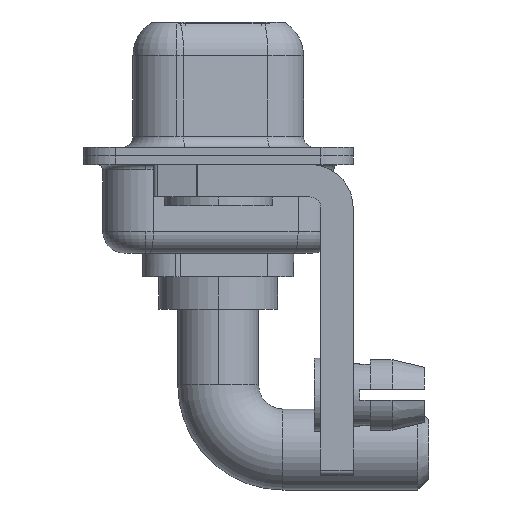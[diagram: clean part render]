
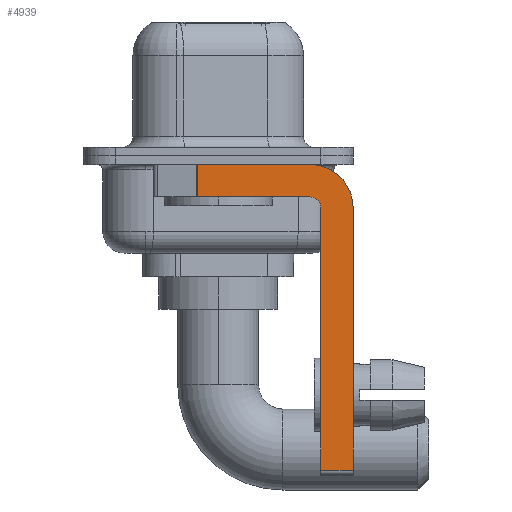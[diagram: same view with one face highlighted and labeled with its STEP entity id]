
A CAD part, left-side view. The second image highlights one B-rep face of the part: STEP entity #4939.
In plain terms, the highlighted planar face has unit normal (-1, 0, 0).
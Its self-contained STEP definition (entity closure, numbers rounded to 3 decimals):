
#63 = ORIENTED_EDGE ( 'NONE', *, *, #2323, .F. ) ;
#66 = VECTOR ( 'NONE', #3792, 1000. ) ;
#177 = CARTESIAN_POINT ( 'NONE',  ( -2.9, -4.75, -14.8 ) ) ;
#275 = ORIENTED_EDGE ( 'NONE', *, *, #4313, .F. ) ;
#804 = DIRECTION ( 'NONE',  ( 0., 0., -1. ) ) ;
#991 = AXIS2_PLACEMENT_3D ( 'NONE', #14519, #10914, #12051 ) ;
#1312 = VERTEX_POINT ( 'NONE', #7135 ) ;
#1422 = LINE ( 'NONE', #6254, #5311 ) ;
#1438 = VECTOR ( 'NONE', #804, 1000. ) ;
#1926 = LINE ( 'NONE', #5351, #1438 ) ;
#2094 = CARTESIAN_POINT ( 'NONE',  ( -2.9, 0.978, -1.9 ) ) ;
#2323 = EDGE_CURVE ( 'NONE', #7624, #7737, #7837, .T. ) ;
#2467 = ORIENTED_EDGE ( 'NONE', *, *, #7989, .T. ) ;
#2841 = AXIS2_PLACEMENT_3D ( 'NONE', #5209, #14469, #14400 ) ;
#2908 = VERTEX_POINT ( 'NONE', #14454 ) ;
#3025 = LINE ( 'NONE', #12120, #4824 ) ;
#3403 = ORIENTED_EDGE ( 'NONE', *, *, #9200, .F. ) ;
#3435 = PLANE ( 'NONE',  #13911 ) ;
#3716 = DIRECTION ( 'NONE',  ( 0., -1., 0. ) ) ;
#3739 = LINE ( 'NONE', #177, #4504 ) ;
#3792 = DIRECTION ( 'NONE',  ( 0., 1., 0. ) ) ;
#4186 = VERTEX_POINT ( 'NONE', #4682 ) ;
#4313 = EDGE_CURVE ( 'NONE', #2908, #4186, #11723, .T. ) ;
#4395 = EDGE_CURVE ( 'NONE', #8190, #4615, #3025, .T. ) ;
#4504 = VECTOR ( 'NONE', #4721, 1000. ) ;
#4615 = VERTEX_POINT ( 'NONE', #12088 ) ;
#4682 = CARTESIAN_POINT ( 'NONE',  ( -2.9, -6.25, -2.4 ) ) ;
#4721 = DIRECTION ( 'NONE',  ( 0., 0., 1. ) ) ;
#4782 = CARTESIAN_POINT ( 'NONE',  ( -2.9, -4.25, -1.9 ) ) ;
#4824 = VECTOR ( 'NONE', #5189, 1000. ) ;
#4939 = ADVANCED_FACE ( 'NONE', ( #12778 ), #3435, .F. ) ;
#4982 = ORIENTED_EDGE ( 'NONE', *, *, #4395, .T. ) ;
#5036 = EDGE_CURVE ( 'NONE', #7737, #6897, #10426, .T. ) ;
#5189 = DIRECTION ( 'NONE',  ( 0., -1., 0. ) ) ;
#5209 = CARTESIAN_POINT ( 'NONE',  ( -2.9, -4.25, -2.4 ) ) ;
#5311 = VECTOR ( 'NONE', #3716, 1000. ) ;
#5351 = CARTESIAN_POINT ( 'NONE',  ( -2.9, -6.25, -2.4 ) ) ;
#5547 = LINE ( 'NONE', #10081, #13553 ) ;
#5615 = EDGE_LOOP ( 'NONE', ( #11078, #2467, #14533, #63, #6307, #4982, #3403, #275 ) ) ;
#5969 = DIRECTION ( 'NONE',  ( 1., 0., 0. ) ) ;
#6254 = CARTESIAN_POINT ( 'NONE',  ( -2.9, 3., -0.4 ) ) ;
#6307 = ORIENTED_EDGE ( 'NONE', *, *, #6693, .F. ) ;
#6373 = CARTESIAN_POINT ( 'NONE',  ( -2.9, -4.75, -14.55 ) ) ;
#6693 = EDGE_CURVE ( 'NONE', #8190, #7624, #3739, .T. ) ;
#6897 = VERTEX_POINT ( 'NONE', #2094 ) ;
#7135 = CARTESIAN_POINT ( 'NONE',  ( -2.9, 0.978, -0.4 ) ) ;
#7624 = VERTEX_POINT ( 'NONE', #9564 ) ;
#7737 = VERTEX_POINT ( 'NONE', #10985 ) ;
#7837 = CIRCLE ( 'NONE', #2841, 0.5 ) ;
#7989 = EDGE_CURVE ( 'NONE', #1312, #6897, #5547, .T. ) ;
#8190 = VERTEX_POINT ( 'NONE', #6373 ) ;
#9200 = EDGE_CURVE ( 'NONE', #4186, #4615, #1926, .T. ) ;
#9564 = CARTESIAN_POINT ( 'NONE',  ( -2.9, -4.75, -2.4 ) ) ;
#10081 = CARTESIAN_POINT ( 'NONE',  ( -2.9, 0.978, -1.9 ) ) ;
#10426 = LINE ( 'NONE', #4782, #66 ) ;
#10503 = DIRECTION ( 'NONE',  ( 0., 0., -1. ) ) ;
#10914 = DIRECTION ( 'NONE',  ( 1., 0., 0. ) ) ;
#10985 = CARTESIAN_POINT ( 'NONE',  ( -2.9, -4.25, -1.9 ) ) ;
#11078 = ORIENTED_EDGE ( 'NONE', *, *, #12952, .F. ) ;
#11640 = CARTESIAN_POINT ( 'NONE',  ( -2.9, -4.25, -2.4 ) ) ;
#11723 = CIRCLE ( 'NONE', #991, 2. ) ;
#12051 = DIRECTION ( 'NONE',  ( 0., 0., -1. ) ) ;
#12088 = CARTESIAN_POINT ( 'NONE',  ( -2.9, -6.25, -14.55 ) ) ;
#12120 = CARTESIAN_POINT ( 'NONE',  ( -2.9, -4.25, -14.55 ) ) ;
#12778 = FACE_OUTER_BOUND ( 'NONE', #5615, .T. ) ;
#12952 = EDGE_CURVE ( 'NONE', #1312, #2908, #1422, .T. ) ;
#13553 = VECTOR ( 'NONE', #14659, 1000. ) ;
#13911 = AXIS2_PLACEMENT_3D ( 'NONE', #11640, #5969, #10503 ) ;
#14400 = DIRECTION ( 'NONE',  ( 0., 0., 1. ) ) ;
#14454 = CARTESIAN_POINT ( 'NONE',  ( -2.9, -4.25, -0.4 ) ) ;
#14469 = DIRECTION ( 'NONE',  ( -1., 0., 0. ) ) ;
#14519 = CARTESIAN_POINT ( 'NONE',  ( -2.9, -4.25, -2.4 ) ) ;
#14533 = ORIENTED_EDGE ( 'NONE', *, *, #5036, .F. ) ;
#14659 = DIRECTION ( 'NONE',  ( 0., 0., -1. ) ) ;
